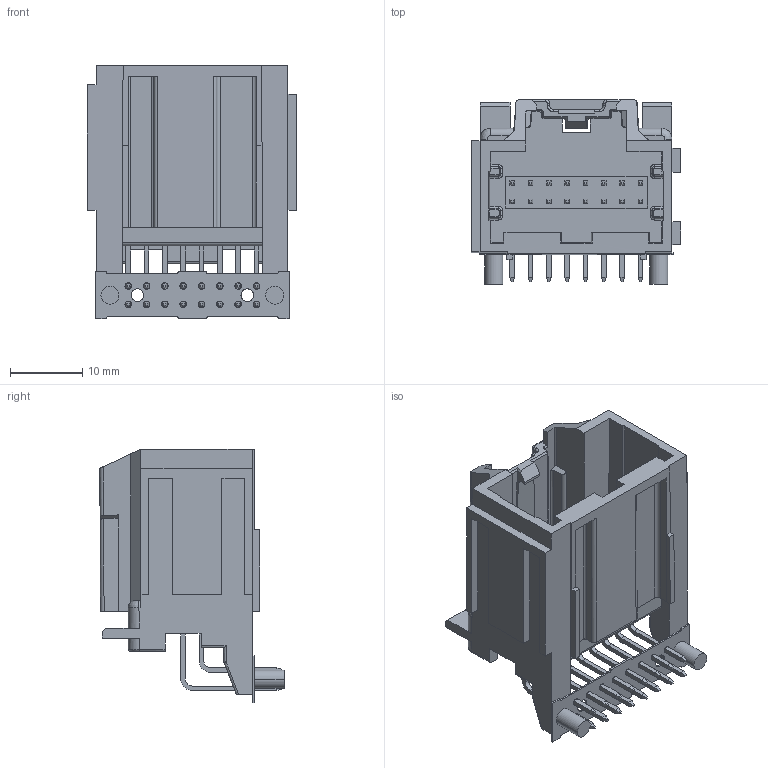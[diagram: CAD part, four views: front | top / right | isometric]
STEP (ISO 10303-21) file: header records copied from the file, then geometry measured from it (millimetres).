
FILE_DESCRIPTION((''),'2;1');
FILE_NAME('346910161','2013-12-24T',('me'),(''),'PRO/ENGINEER BY PARAMETRIC TECHNOLOGY CORPORATION, 2011490','PRO/ENGINEER BY PARAMETRIC TECHNOLOGY CORPORATION, 2011490','');
FILE_SCHEMA(('CONFIG_CONTROL_DESIGN'));
Length unit declared in the file: millimetre
Products named in the file (1): 346910161
Bounding box: 29.02 x 25.56 x 35.16 mm (x, y, z)
Volume: 5256 mm3; surface area: 8006.5 mm2
Topology: 1 solids, 1 shells, 1376 faces, 3819 edges, 2489 vertices
Faces by surface type: plane 1120, cylinder 210, bspline 27, torus 12, sphere 4, cone 3
Entity records: 45159 total; most frequent: CARTESIAN_POINT 10411, ORIENTED_EDGE 7554, DIRECTION 6466, EDGE_CURVE 3777, VECTOR 3256, LINE 3256, VERTEX_POINT 2453, AXIS2_PLACEMENT_3D 1605
